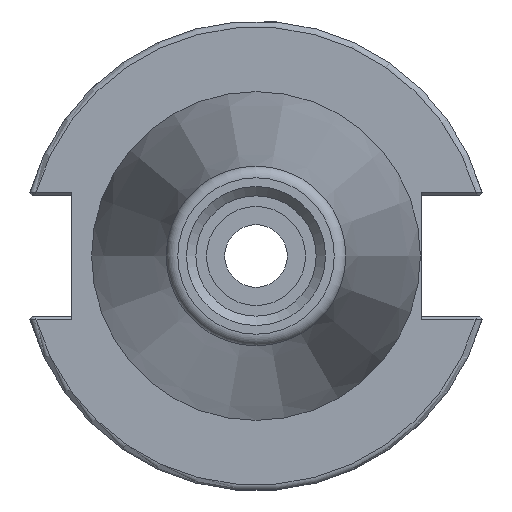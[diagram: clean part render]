
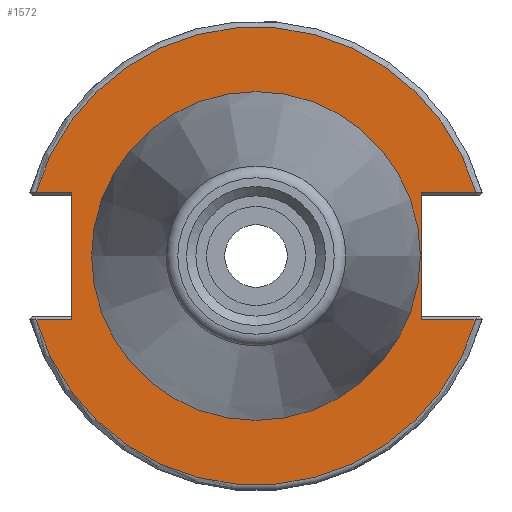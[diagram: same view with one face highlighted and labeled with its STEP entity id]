
A CAD part, left-side view. The second image highlights one B-rep face of the part: STEP entity #1572.
In plain terms, the highlighted planar face has unit normal (-1, 0, 0).
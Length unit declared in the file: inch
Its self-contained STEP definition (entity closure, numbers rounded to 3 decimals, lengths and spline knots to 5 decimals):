
#131=LINE('',#2280,#258);
#132=LINE('',#2282,#259);
#133=LINE('',#2286,#260);
#134=LINE('',#2288,#261);
#135=LINE('',#2290,#262);
#136=LINE('',#2293,#263);
#258=VECTOR('',#1910,0.12159);
#259=VECTOR('',#1911,0.29091);
#260=VECTOR('',#1914,0.19091);
#261=VECTOR('',#1915,0.67625);
#262=VECTOR('',#1916,0.19091);
#263=VECTOR('',#1919,0.29091);
#455=FACE_BOUND('',#569,.T.);
#475=FACE_OUTER_BOUND('',#568,.T.);
#568=EDGE_LOOP('',(#1130,#1131,#1132,#1133,#1134,#1135,#1136,#1137));
#569=EDGE_LOOP('',(#1138));
#663=CIRCLE('',#1725,0.86);
#664=CIRCLE('',#1727,1.21875);
#665=CIRCLE('',#1728,1.21875);
#713=VERTEX_POINT('',#2274);
#714=VERTEX_POINT('',#2278);
#715=VERTEX_POINT('',#2279);
#716=VERTEX_POINT('',#2281);
#717=VERTEX_POINT('',#2283);
#718=VERTEX_POINT('',#2285);
#719=VERTEX_POINT('',#2287);
#720=VERTEX_POINT('',#2289);
#721=VERTEX_POINT('',#2291);
#871=EDGE_CURVE('',#713,#713,#663,.T.);
#872=EDGE_CURVE('',#714,#715,#131,.T.);
#873=EDGE_CURVE('',#715,#716,#132,.T.);
#874=EDGE_CURVE('',#717,#716,#664,.T.);
#875=EDGE_CURVE('',#718,#717,#133,.T.);
#876=EDGE_CURVE('',#719,#718,#134,.T.);
#877=EDGE_CURVE('',#720,#719,#135,.T.);
#878=EDGE_CURVE('',#721,#720,#665,.T.);
#879=EDGE_CURVE('',#721,#714,#136,.T.);
#1130=ORIENTED_EDGE('',*,*,#872,.T.);
#1131=ORIENTED_EDGE('',*,*,#873,.T.);
#1132=ORIENTED_EDGE('',*,*,#874,.F.);
#1133=ORIENTED_EDGE('',*,*,#875,.F.);
#1134=ORIENTED_EDGE('',*,*,#876,.F.);
#1135=ORIENTED_EDGE('',*,*,#877,.F.);
#1136=ORIENTED_EDGE('',*,*,#878,.F.);
#1137=ORIENTED_EDGE('',*,*,#879,.T.);
#1138=ORIENTED_EDGE('',*,*,#871,.F.);
#1527=PLANE('',#1726);
#1572=ADVANCED_FACE('',(#475,#455),#1527,.T.);
#1725=AXIS2_PLACEMENT_3D('',#2276,#1906,#1907);
#1726=AXIS2_PLACEMENT_3D('',#2277,#1908,#1909);
#1727=AXIS2_PLACEMENT_3D('',#2284,#1912,#1913);
#1728=AXIS2_PLACEMENT_3D('',#2292,#1917,#1918);
#1906=DIRECTION('center_axis',(-1.,0.,0.));
#1907=DIRECTION('ref_axis',(0.,0.,1.));
#1908=DIRECTION('center_axis',(-1.,0.,0.));
#1909=DIRECTION('ref_axis',(0.,0.,1.));
#1910=DIRECTION('',(0.,0.,1.));
#1911=DIRECTION('',(0.,-1.,0.));
#1912=DIRECTION('center_axis',(1.,0.,0.));
#1913=DIRECTION('ref_axis',(0.,0.,1.));
#1914=DIRECTION('',(0.,1.,0.));
#1915=DIRECTION('',(0.,0.,1.));
#1916=DIRECTION('',(0.,-1.,0.));
#1917=DIRECTION('center_axis',(1.,0.,0.));
#1918=DIRECTION('ref_axis',(0.,0.,-1.));
#1919=DIRECTION('',(0.,1.,0.));
#2274=CARTESIAN_POINT('',(0.125,0.,-0.86));
#2276=CARTESIAN_POINT('Origin',(0.125,0.,0.));
#2277=CARTESIAN_POINT('Origin',(0.125,-0.875,0.));
#2278=CARTESIAN_POINT('',(0.125,-0.88,-0.33813));
#2279=CARTESIAN_POINT('',(0.125,-0.88,0.33813));
#2280=CARTESIAN_POINT('',(0.125,-0.88,0.));
#2281=CARTESIAN_POINT('',(0.125,-1.17091,0.33813));
#2282=CARTESIAN_POINT('',(0.125,-0.9025,0.33813));
#2283=CARTESIAN_POINT('',(0.125,1.17091,0.33813));
#2284=CARTESIAN_POINT('Origin',(0.125,0.,0.));
#2285=CARTESIAN_POINT('',(0.125,0.98,0.33813));
#2286=CARTESIAN_POINT('',(0.125,0.0275,0.33813));
#2287=CARTESIAN_POINT('',(0.125,0.98,-0.33813));
#2288=CARTESIAN_POINT('',(0.125,0.98,-0.33813));
#2289=CARTESIAN_POINT('',(0.125,1.17091,-0.33813));
#2290=CARTESIAN_POINT('',(0.125,0.2775,-0.33813));
#2291=CARTESIAN_POINT('',(0.125,-1.17091,-0.33813));
#2292=CARTESIAN_POINT('Origin',(0.125,0.,0.));
#2293=CARTESIAN_POINT('',(0.125,-0.9025,-0.33813));
